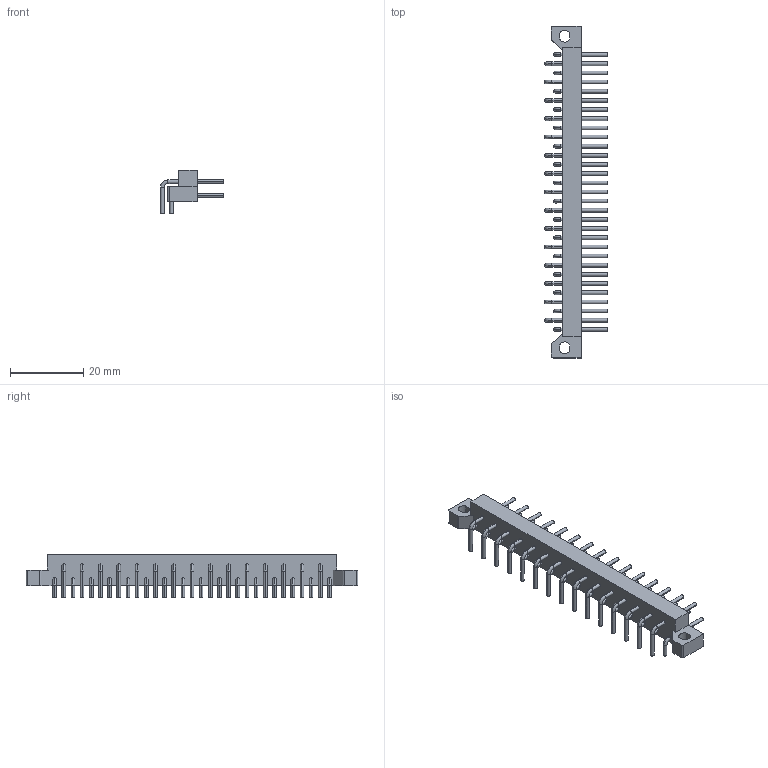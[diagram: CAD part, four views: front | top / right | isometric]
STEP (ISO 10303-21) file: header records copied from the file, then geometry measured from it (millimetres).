
FILE_DESCRIPTION((''),'2;1');
FILE_NAME('ASSMANN_A-31-S1-SILVER.stp','2013-05-06T16:14:21',(''),(''),'Mechanical Desktop 2011','Mechanical Desktop 2011',', , ');
FILE_SCHEMA(('AUTOMOTIVE_DESIGN { 1 2 10303 214 1 1 1 1 }'));
Length unit declared in the file: millimetre
Products named in the file (1): Product
Bounding box: 17.2 x 90.6 x 11.8 mm (x, y, z)
Volume: 4078.2 mm3; surface area: 4290.8 mm2
Topology: 63 solids, 63 shells, 398 faces, 692 edges, 420 vertices
Faces by surface type: cylinder 194, plane 142, torus 62
Entity records: 9572 total; most frequent: DIRECTION 1940, CARTESIAN_POINT 1511, ORIENTED_EDGE 1384, AXIS2_PLACEMENT_3D 849, EDGE_CURVE 692, CIRCLE 450, VERTEX_POINT 420, EDGE_LOOP 402
